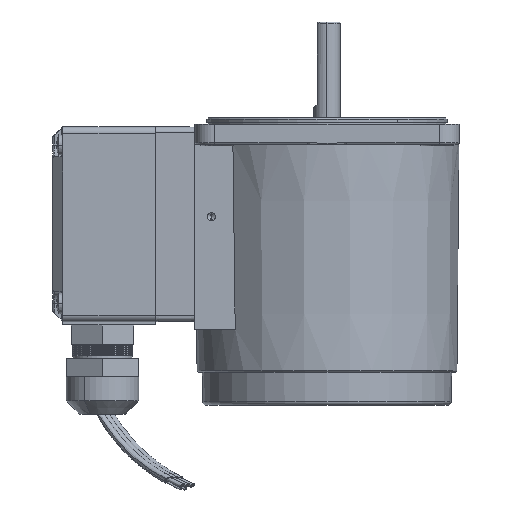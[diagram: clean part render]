
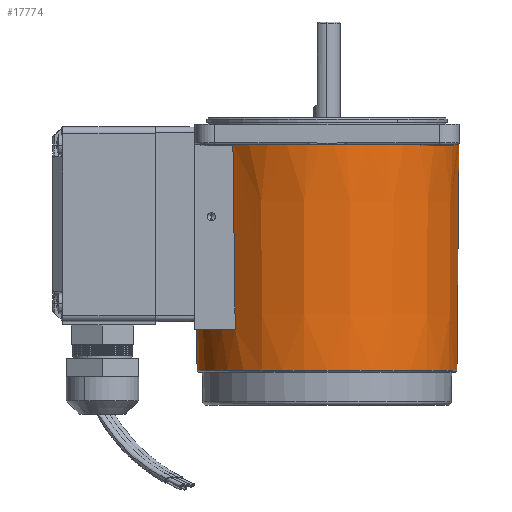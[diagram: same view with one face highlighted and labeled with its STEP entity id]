
A CAD part, left-side view. The second image highlights one B-rep face of the part: STEP entity #17774.
In plain terms, the highlighted conical face has half-angle 0.5 degrees and reference radius 39.35 mm.
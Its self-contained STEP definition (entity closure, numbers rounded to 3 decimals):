
#925 = CIRCLE ( 'NONE', #979, 39.35 ) ;
#976 = DIRECTION ( 'NONE',  ( 1., 0., 0. ) ) ;
#977 = DIRECTION ( 'NONE',  ( 0., 0., 1. ) ) ;
#978 = CARTESIAN_POINT ( 'NONE',  ( 0., 0., -74.504 ) ) ;
#979 = AXIS2_PLACEMENT_3D ( 'NONE', #978, #977, #976 ) ;
#1027 = DIRECTION ( 'NONE',  ( 1., 0., 0. ) ) ;
#1028 = DIRECTION ( 'NONE',  ( 0., 0., 1. ) ) ;
#1029 = CARTESIAN_POINT ( 'NONE',  ( 0., 0., -6. ) ) ;
#1030 = AXIS2_PLACEMENT_3D ( 'NONE', #1029, #1028, #1027 ) ;
#1031 = FACE_OUTER_BOUND ( 'NONE', #17713, .T. ) ;
#1044 = CIRCLE ( 'NONE', #1030, 39.948 ) ;
#1045 = CONICAL_SURFACE ( 'NONE', #1058, 39.35, 0.009 ) ;
#1058 = AXIS2_PLACEMENT_3D ( 'NONE', #1115, #1114, #1113 ) ;
#1096 = AXIS2_PLACEMENT_3D ( 'NONE', #1143, #1142, #1141 ) ;
#1113 = DIRECTION ( 'NONE',  ( 1., 0., 0. ) ) ;
#1114 = DIRECTION ( 'NONE',  ( 0., 0., 1. ) ) ;
#1115 = CARTESIAN_POINT ( 'NONE',  ( 0., 0., -74.504 ) ) ;
#1120 = CIRCLE ( 'NONE', #1096, 39.459 ) ;
#1124 = B_SPLINE_CURVE_WITH_KNOTS ( 'NONE', 3,
 ( #1182, #1181, #1180, #1179, #1178, #1177, #1176 ),
 .UNSPECIFIED., .F., .F.,
 ( 4, 3, 4 ),
 ( 0.064, 0.078, 0.12 ),
 .UNSPECIFIED. ) ;
#1136 = CARTESIAN_POINT ( 'NONE',  ( -27.803, -28., -62. ) ) ;
#1141 = DIRECTION ( 'NONE',  ( 0., 1., 0. ) ) ;
#1142 = DIRECTION ( 'NONE',  ( 0., 0., 1. ) ) ;
#1143 = CARTESIAN_POINT ( 'NONE',  ( 0., 0., -62. ) ) ;
#1172 = CARTESIAN_POINT ( 'NONE',  ( 0., 0., -6. ) ) ;
#1176 = CARTESIAN_POINT ( 'NONE',  ( -28.492, -28., -6. ) ) ;
#1177 = CARTESIAN_POINT ( 'NONE',  ( -28.321, -28., -19.992 ) ) ;
#1178 = CARTESIAN_POINT ( 'NONE',  ( -28.149, -28., -33.984 ) ) ;
#1179 = CARTESIAN_POINT ( 'NONE',  ( -27.976, -28., -47.976 ) ) ;
#1180 = CARTESIAN_POINT ( 'NONE',  ( -27.919, -28., -52.651 ) ) ;
#1181 = CARTESIAN_POINT ( 'NONE',  ( -27.861, -28., -57.325 ) ) ;
#1182 = CARTESIAN_POINT ( 'NONE',  ( -27.803, -28., -62. ) ) ;
#1209 = DIRECTION ( 'NONE',  ( 1., 0., 0. ) ) ;
#1210 = DIRECTION ( 'NONE',  ( 0., 0., 1. ) ) ;
#1211 = AXIS2_PLACEMENT_3D ( 'NONE', #1172, #1210, #1209 ) ;
#1212 = CIRCLE ( 'NONE', #1211, 39.948 ) ;
#9306 = VERTEX_POINT ( 'NONE', #20342 ) ;
#9319 = EDGE_CURVE ( 'NONE', #9698, #9306, #20382, .T. ) ;
#9514 = VERTEX_POINT ( 'NONE', #20767 ) ;
#9641 = EDGE_CURVE ( 'NONE', #9697, #9514, #21168, .T. ) ;
#9697 = VERTEX_POINT ( 'NONE', #21299 ) ;
#9698 = VERTEX_POINT ( 'NONE', #21300 ) ;
#11250 = VERTEX_POINT ( 'NONE', #33517 ) ;
#11304 = EDGE_CURVE ( 'NONE', #11250, #11341, #33633, .T. ) ;
#11341 = VERTEX_POINT ( 'NONE', #33708 ) ;
#14608 = VERTEX_POINT ( 'NONE', #24613 ) ;
#14611 = EDGE_CURVE ( 'NONE', #14614, #14608, #24607, .T. ) ;
#14614 = VERTEX_POINT ( 'NONE', #24677 ) ;
#17660 = ORIENTED_EDGE ( 'NONE', *, *, #9641, .T. ) ;
#17708 = EDGE_CURVE ( 'NONE', #9698, #9697, #925, .T. ) ;
#17713 = EDGE_LOOP ( 'NONE', ( #17768, #17776, #17660, #17756, #17749, #17816, #17812, #17743, #17798 ) ) ;
#17743 = ORIENTED_EDGE ( 'NONE', *, *, #17795, .F. ) ;
#17749 = ORIENTED_EDGE ( 'NONE', *, *, #11304, .F. ) ;
#17754 = EDGE_CURVE ( 'NONE', #11341, #9514, #1044, .T. ) ;
#17756 = ORIENTED_EDGE ( 'NONE', *, *, #17754, .F. ) ;
#17768 = ORIENTED_EDGE ( 'NONE', *, *, #9319, .F. ) ;
#17774 = ADVANCED_FACE ( 'NONE', ( #1031 ), #1045, .T. ) ;
#17776 = ORIENTED_EDGE ( 'NONE', *, *, #17708, .T. ) ;
#17785 = EDGE_CURVE ( 'NONE', #9306, #17794, #1120, .T. ) ;
#17794 = VERTEX_POINT ( 'NONE', #1136 ) ;
#17795 = EDGE_CURVE ( 'NONE', #17794, #14614, #1124, .T. ) ;
#17798 = ORIENTED_EDGE ( 'NONE', *, *, #17785, .F. ) ;
#17809 = EDGE_CURVE ( 'NONE', #14608, #11250, #1212, .T. ) ;
#17812 = ORIENTED_EDGE ( 'NONE', *, *, #14611, .F. ) ;
#17816 = ORIENTED_EDGE ( 'NONE', *, *, #17809, .F. ) ;
#20342 = CARTESIAN_POINT ( 'NONE',  ( -39.459, 0., -62. ) ) ;
#20374 = DIRECTION ( 'NONE',  ( -0.009, 0., 1. ) ) ;
#20375 = VECTOR ( 'NONE', #20374, 1000. ) ;
#20381 = CARTESIAN_POINT ( 'NONE',  ( -39.35, 0., -74.504 ) ) ;
#20382 = LINE ( 'NONE', #20381, #20375 ) ;
#20767 = CARTESIAN_POINT ( 'NONE',  ( 39.948, 0., -6. ) ) ;
#21165 = DIRECTION ( 'NONE',  ( 0.009, 0., 1. ) ) ;
#21166 = VECTOR ( 'NONE', #21165, 1000. ) ;
#21167 = CARTESIAN_POINT ( 'NONE',  ( 39.35, 0., -74.504 ) ) ;
#21168 = LINE ( 'NONE', #21167, #21166 ) ;
#21299 = CARTESIAN_POINT ( 'NONE',  ( 39.35, 0., -74.504 ) ) ;
#21300 = CARTESIAN_POINT ( 'NONE',  ( -39.35, 0., -74.504 ) ) ;
#24554 = CARTESIAN_POINT ( 'NONE',  ( 0., 0., -6. ) ) ;
#24607 = CIRCLE ( 'NONE', #24680, 39.948 ) ;
#24613 = CARTESIAN_POINT ( 'NONE',  ( -5.964, -39.5, -6. ) ) ;
#24675 = DIRECTION ( 'NONE',  ( 1., 0., 0. ) ) ;
#24676 = DIRECTION ( 'NONE',  ( 0., 0., 1. ) ) ;
#24677 = CARTESIAN_POINT ( 'NONE',  ( -28.492, -28., -6. ) ) ;
#24680 = AXIS2_PLACEMENT_3D ( 'NONE', #24554, #24676, #24675 ) ;
#33517 = CARTESIAN_POINT ( 'NONE',  ( 5.964, -39.5, -6. ) ) ;
#33629 = DIRECTION ( 'NONE',  ( 1., 0., 0. ) ) ;
#33630 = DIRECTION ( 'NONE',  ( 0., 0., 1. ) ) ;
#33631 = CARTESIAN_POINT ( 'NONE',  ( 0., 0., -6. ) ) ;
#33632 = AXIS2_PLACEMENT_3D ( 'NONE', #33631, #33630, #33629 ) ;
#33633 = CIRCLE ( 'NONE', #33632, 39.948 ) ;
#33708 = CARTESIAN_POINT ( 'NONE',  ( 39.5, -5.964, -6. ) ) ;
